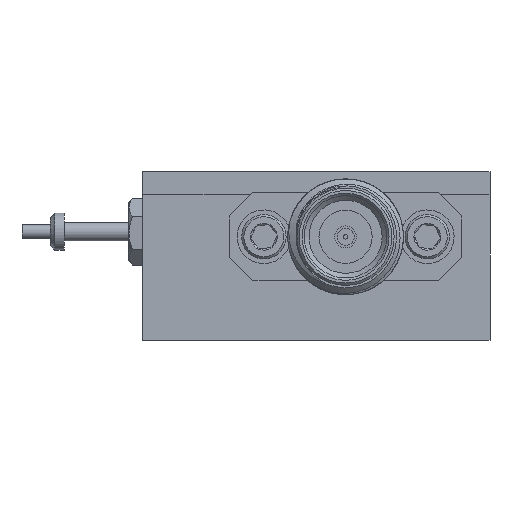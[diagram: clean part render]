
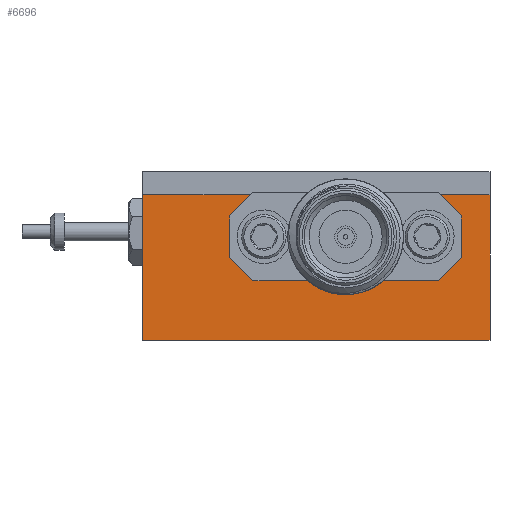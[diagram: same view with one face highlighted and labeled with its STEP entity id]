
A CAD part, left-side view. The second image highlights one B-rep face of the part: STEP entity #6696.
In plain terms, the highlighted planar face has unit normal (-1, 0, 0).
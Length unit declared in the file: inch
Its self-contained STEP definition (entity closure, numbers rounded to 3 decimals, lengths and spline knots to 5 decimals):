
#869 = LINE ( 'NONE', #21234, #13097 ) ;
#1837 = DIRECTION ( 'NONE',  ( 0., 1., 0. ) ) ;
#2140 = CARTESIAN_POINT ( 'NONE',  ( -0.417, -0.375, 0.1325 ) ) ;
#2611 = EDGE_CURVE ( 'NONE', #10537, #33457, #21831, .T. ) ;
#2988 = VECTOR ( 'NONE', #36362, 39.37008 ) ;
#3893 = ORIENTED_EDGE ( 'NONE', *, *, #11683, .T. ) ;
#3937 = VECTOR ( 'NONE', #34690, 39.37008 ) ;
#4550 = CARTESIAN_POINT ( 'NONE',  ( -0.417, -0.375, -0.1825 ) ) ;
#5067 = VECTOR ( 'NONE', #25994, 39.37008 ) ;
#5163 = ORIENTED_EDGE ( 'NONE', *, *, #25417, .T. ) ;
#6001 = VERTEX_POINT ( 'NONE', #39191 ) ;
#6696 = ADVANCED_FACE ( 'NONE', ( #28578 ), #30408, .F. ) ;
#8130 = CARTESIAN_POINT ( 'NONE',  ( -0.417, -0.2105, 0.189 ) ) ;
#8172 = CARTESIAN_POINT ( 'NONE',  ( -0.417, 0.0845, 0.189 ) ) ;
#8466 = AXIS2_PLACEMENT_3D ( 'NONE', #20127, #34238, #40915 ) ;
#8687 = DIRECTION ( 'NONE',  ( 0., 0.707, -0.707 ) ) ;
#8959 = LINE ( 'NONE', #14176, #19080 ) ;
#9241 = LINE ( 'NONE', #2140, #22631 ) ;
#9288 = CARTESIAN_POINT ( 'NONE',  ( -0.417, -0.313, 0.1365 ) ) ;
#9338 = EDGE_CURVE ( 'NONE', #17553, #34043, #23727, .T. ) ;
#10153 = CARTESIAN_POINT ( 'NONE',  ( -0.417, -0.375, 0.1325 ) ) ;
#10467 = DIRECTION ( 'NONE',  ( 0., -1., 0. ) ) ;
#10537 = VERTEX_POINT ( 'NONE', #26919 ) ;
#10612 = VERTEX_POINT ( 'NONE', #13805 ) ;
#10747 = CARTESIAN_POINT ( 'NONE',  ( -0.417, -0.375, 0.1325 ) ) ;
#11065 = VERTEX_POINT ( 'NONE', #24777 ) ;
#11683 = EDGE_CURVE ( 'NONE', #37358, #10612, #9241, .T. ) ;
#13097 = VECTOR ( 'NONE', #31784, 39.37008 ) ;
#13805 = CARTESIAN_POINT ( 'NONE',  ( -0.417, -0.267, 0.1325 ) ) ;
#14176 = CARTESIAN_POINT ( 'NONE',  ( -0.417, -0.313, -0.0535 ) ) ;
#14883 = VECTOR ( 'NONE', #8687, 39.37008 ) ;
#15134 = EDGE_CURVE ( 'NONE', #10537, #21547, #42661, .T. ) ;
#15351 = ORIENTED_EDGE ( 'NONE', *, *, #32438, .T. ) ;
#15547 = CARTESIAN_POINT ( 'NONE',  ( -0.417, 0.0845, -0.106 ) ) ;
#17553 = VERTEX_POINT ( 'NONE', #20529 ) ;
#18317 = ORIENTED_EDGE ( 'NONE', *, *, #9338, .T. ) ;
#18369 = LINE ( 'NONE', #8130, #5067 ) ;
#18498 = VERTEX_POINT ( 'NONE', #43588 ) ;
#19080 = VECTOR ( 'NONE', #10467, 39.37008 ) ;
#19107 = EDGE_CURVE ( 'NONE', #17553, #33457, #8959, .T. ) ;
#19544 = ORIENTED_EDGE ( 'NONE', *, *, #2611, .T. ) ;
#20127 = CARTESIAN_POINT ( 'NONE',  ( -0.417, -0.375, 0.1825 ) ) ;
#20446 = ORIENTED_EDGE ( 'NONE', *, *, #37071, .T. ) ;
#20529 = CARTESIAN_POINT ( 'NONE',  ( -0.417, 0.137, -0.0535 ) ) ;
#21234 = CARTESIAN_POINT ( 'NONE',  ( -0.417, 0.187, 0.1365 ) ) ;
#21484 = LINE ( 'NONE', #10747, #3937 ) ;
#21547 = VERTEX_POINT ( 'NONE', #38728 ) ;
#21831 = LINE ( 'NONE', #22088, #14883 ) ;
#22088 = CARTESIAN_POINT ( 'NONE',  ( -0.417, -0.2105, -0.106 ) ) ;
#22631 = VECTOR ( 'NONE', #1837, 39.37008 ) ;
#22957 = LINE ( 'NONE', #28128, #28268 ) ;
#23385 = EDGE_CURVE ( 'NONE', #37358, #24750, #37605, .T. ) ;
#23727 = LINE ( 'NONE', #15547, #2988 ) ;
#23835 = CARTESIAN_POINT ( 'NONE',  ( -0.417, 0.187, 0.0865 ) ) ;
#24750 = VERTEX_POINT ( 'NONE', #4550 ) ;
#24776 = EDGE_CURVE ( 'NONE', #31758, #34043, #869, .T. ) ;
#24777 = CARTESIAN_POINT ( 'NONE',  ( -0.417, 0.375, 0.1325 ) ) ;
#25035 = VECTOR ( 'NONE', #28322, 39.37008 ) ;
#25417 = EDGE_CURVE ( 'NONE', #10612, #21547, #18369, .T. ) ;
#25671 = VECTOR ( 'NONE', #31991, 39.37008 ) ;
#25994 = DIRECTION ( 'NONE',  ( 0., -0.707, -0.707 ) ) ;
#26919 = CARTESIAN_POINT ( 'NONE',  ( -0.417, -0.313, -0.0035 ) ) ;
#27014 = VECTOR ( 'NONE', #27361, 39.37008 ) ;
#27361 = DIRECTION ( 'NONE',  ( 0., 0., -1. ) ) ;
#27643 = CARTESIAN_POINT ( 'NONE',  ( -0.417, -0.375, 0.1825 ) ) ;
#28128 = CARTESIAN_POINT ( 'NONE',  ( -0.417, -0.375, -0.1825 ) ) ;
#28268 = VECTOR ( 'NONE', #34653, 39.37008 ) ;
#28322 = DIRECTION ( 'NONE',  ( 0., 0., -1. ) ) ;
#28550 = EDGE_CURVE ( 'NONE', #6001, #11065, #21484, .T. ) ;
#28578 = FACE_OUTER_BOUND ( 'NONE', #32599, .T. ) ;
#29853 = LINE ( 'NONE', #41967, #25035 ) ;
#30408 = PLANE ( 'NONE',  #8466 ) ;
#31501 = VECTOR ( 'NONE', #43051, 39.37008 ) ;
#31758 = VERTEX_POINT ( 'NONE', #23835 ) ;
#31784 = DIRECTION ( 'NONE',  ( 0., 0., -1. ) ) ;
#31837 = CARTESIAN_POINT ( 'NONE',  ( -0.417, -0.263, -0.0535 ) ) ;
#31916 = EDGE_CURVE ( 'NONE', #18498, #24750, #22957, .T. ) ;
#31991 = DIRECTION ( 'NONE',  ( 0., -0.707, 0.707 ) ) ;
#32438 = EDGE_CURVE ( 'NONE', #11065, #18498, #29853, .T. ) ;
#32599 = EDGE_LOOP ( 'NONE', ( #35768, #3893, #5163, #34942, #19544, #34183, #18317, #42710, #20446, #34989, #15351, #39538 ) ) ;
#33457 = VERTEX_POINT ( 'NONE', #31837 ) ;
#34043 = VERTEX_POINT ( 'NONE', #36350 ) ;
#34183 = ORIENTED_EDGE ( 'NONE', *, *, #19107, .F. ) ;
#34238 = DIRECTION ( 'NONE',  ( 1., 0., 0. ) ) ;
#34653 = DIRECTION ( 'NONE',  ( 0., -1., 0. ) ) ;
#34688 = LINE ( 'NONE', #8172, #25671 ) ;
#34690 = DIRECTION ( 'NONE',  ( 0., 1., 0. ) ) ;
#34942 = ORIENTED_EDGE ( 'NONE', *, *, #15134, .F. ) ;
#34989 = ORIENTED_EDGE ( 'NONE', *, *, #28550, .T. ) ;
#35768 = ORIENTED_EDGE ( 'NONE', *, *, #23385, .F. ) ;
#36350 = CARTESIAN_POINT ( 'NONE',  ( -0.417, 0.187, -0.0035 ) ) ;
#36362 = DIRECTION ( 'NONE',  ( 0., 0.707, 0.707 ) ) ;
#37071 = EDGE_CURVE ( 'NONE', #31758, #6001, #34688, .T. ) ;
#37358 = VERTEX_POINT ( 'NONE', #10153 ) ;
#37605 = LINE ( 'NONE', #27643, #27014 ) ;
#38728 = CARTESIAN_POINT ( 'NONE',  ( -0.417, -0.313, 0.0865 ) ) ;
#39191 = CARTESIAN_POINT ( 'NONE',  ( -0.417, 0.141, 0.1325 ) ) ;
#39538 = ORIENTED_EDGE ( 'NONE', *, *, #31916, .T. ) ;
#40915 = DIRECTION ( 'NONE',  ( 0., 0., -1. ) ) ;
#41967 = CARTESIAN_POINT ( 'NONE',  ( -0.417, 0.375, 0.1825 ) ) ;
#42661 = LINE ( 'NONE', #9288, #31501 ) ;
#42710 = ORIENTED_EDGE ( 'NONE', *, *, #24776, .F. ) ;
#43051 = DIRECTION ( 'NONE',  ( 0., 0., 1. ) ) ;
#43588 = CARTESIAN_POINT ( 'NONE',  ( -0.417, 0.375, -0.1825 ) ) ;
